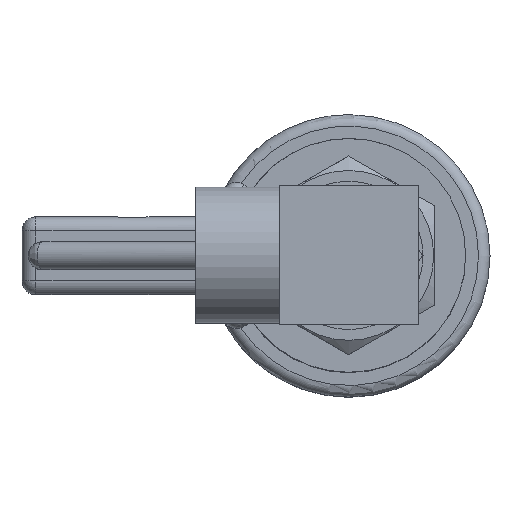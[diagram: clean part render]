
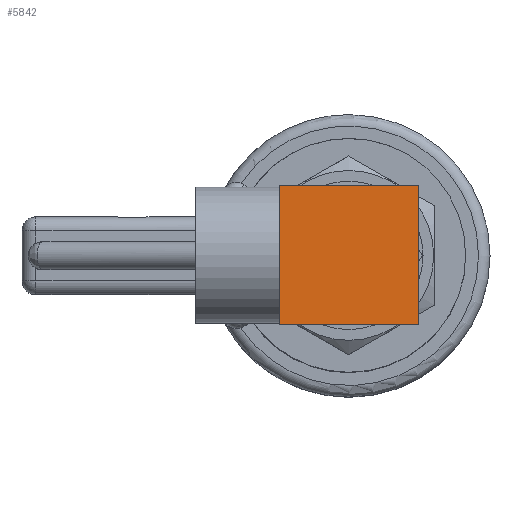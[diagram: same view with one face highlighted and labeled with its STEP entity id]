
A CAD part, top view. The second image highlights one B-rep face of the part: STEP entity #5842.
In plain terms, the highlighted planar face has unit normal (0, 0, 1).
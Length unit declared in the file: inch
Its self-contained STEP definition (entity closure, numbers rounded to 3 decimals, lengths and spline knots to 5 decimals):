
#1608=DIRECTION('',(0.,-1.,0.));
#1609=VECTOR('',#1608,0.75);
#1610=CARTESIAN_POINT('',(0.375,0.375,3.854));
#1611=LINE('',#1610,#1609);
#1612=DIRECTION('',(-1.,0.,0.));
#1613=VECTOR('',#1612,0.75);
#1614=CARTESIAN_POINT('',(0.375,-0.375,3.854));
#1615=LINE('',#1614,#1613);
#1616=DIRECTION('',(0.,1.,0.));
#1617=VECTOR('',#1616,0.75);
#1618=CARTESIAN_POINT('',(-0.375,-0.375,3.854));
#1619=LINE('',#1618,#1617);
#1620=DIRECTION('',(1.,0.,0.));
#1621=VECTOR('',#1620,0.75);
#1622=CARTESIAN_POINT('',(-0.375,0.375,3.854));
#1623=LINE('',#1622,#1621);
#3124=CARTESIAN_POINT('',(0.375,0.375,3.854));
#3125=CARTESIAN_POINT('',(0.375,-0.375,3.854));
#3126=VERTEX_POINT('',#3124);
#3127=VERTEX_POINT('',#3125);
#3128=CARTESIAN_POINT('',(-0.375,-0.375,3.854));
#3129=VERTEX_POINT('',#3128);
#3130=CARTESIAN_POINT('',(-0.375,0.375,3.854));
#3131=VERTEX_POINT('',#3130);
#5831=CARTESIAN_POINT('',(0.,0.,3.854));
#5832=DIRECTION('',(0.,0.,-1.));
#5833=DIRECTION('',(-1.,0.,0.));
#5834=AXIS2_PLACEMENT_3D('',#5831,#5832,#5833);
#5835=PLANE('',#5834);
#5836=ORIENTED_EDGE('',*,*,#5728,.T.);
#5837=ORIENTED_EDGE('',*,*,#5769,.T.);
#5838=ORIENTED_EDGE('',*,*,#5810,.T.);
#5839=ORIENTED_EDGE('',*,*,#5682,.T.);
#5840=EDGE_LOOP('',(#5836,#5837,#5838,#5839));
#5841=FACE_OUTER_BOUND('',#5840,.F.);
#5842=ADVANCED_FACE('',(#5841),#5835,.F.);
#5682=EDGE_CURVE('',#3131,#3126,#1623,.T.);
#5728=EDGE_CURVE('',#3126,#3127,#1611,.T.);
#5769=EDGE_CURVE('',#3127,#3129,#1615,.T.);
#5810=EDGE_CURVE('',#3129,#3131,#1619,.T.);
